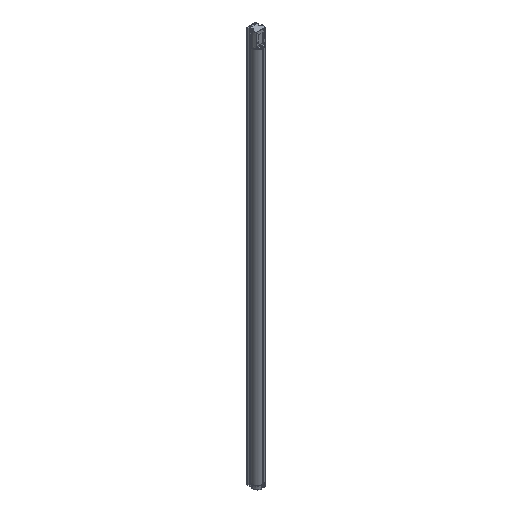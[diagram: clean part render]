
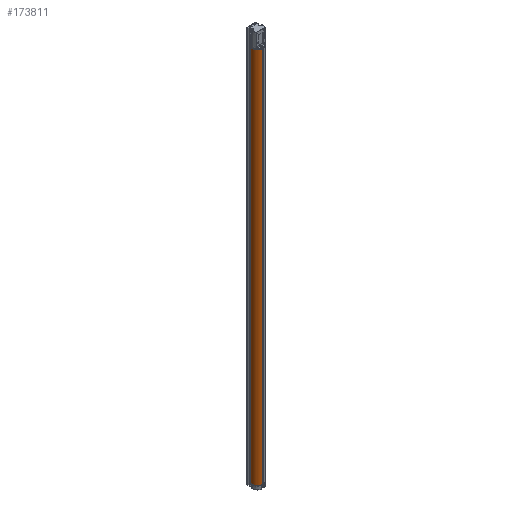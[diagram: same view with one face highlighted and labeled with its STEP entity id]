
A CAD part, isometric view. The second image highlights one B-rep face of the part: STEP entity #173811.
In plain terms, the highlighted cylindrical face has radius 19 mm (diameter 38 mm), a partial arc.
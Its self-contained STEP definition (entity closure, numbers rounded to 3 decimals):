
#71972=CARTESIAN_POINT('',(0.,0.,-1291.));
#71973=DIRECTION('',(0.,0.,1.));
#71974=DIRECTION('',(-0.951,0.308,0.));
#71975=AXIS2_PLACEMENT_3D('',#71972,#71973,#71974);
#71977=DIRECTION('',(0.,0.,-1.));
#71978=VECTOR('',#71977,1291.);
#71979=CARTESIAN_POINT('',(-18.075,5.857,
0.));
#71980=LINE('',#71979,#71978);
#71981=CARTESIAN_POINT('',(0.,0.,0.));
#71982=DIRECTION('',(0.,0.,-1.));
#71983=DIRECTION('',(-0.122,-0.992,0.));
#71984=AXIS2_PLACEMENT_3D('',#71981,#71982,#71983);
#71986=DIRECTION('',(0.,0.,1.));
#71987=VECTOR('',#71986,1291.);
#71988=CARTESIAN_POINT('',(-2.323,-18.857,-1291.));
#71989=LINE('',#71988,#71987);
#135451=CARTESIAN_POINT('',(-2.323,-18.857,
0.));
#135452=CARTESIAN_POINT('',(-18.075,5.857,
0.));
#135453=VERTEX_POINT('',#135451);
#135454=VERTEX_POINT('',#135452);
#135918=CARTESIAN_POINT('',(-18.075,5.857,-1291.));
#135919=CARTESIAN_POINT('',(-2.323,-18.857,-1291.));
#135920=VERTEX_POINT('',#135918);
#135921=VERTEX_POINT('',#135919);
#173799=CARTESIAN_POINT('',(0.,0.,0.));
#173800=DIRECTION('',(0.,0.,1.));
#173801=DIRECTION('',(1.,0.,0.));
#173802=AXIS2_PLACEMENT_3D('',#173799,#173800,#173801);
#173803=CYLINDRICAL_SURFACE('',#173802,19.);
#173804=ORIENTED_EDGE('',*,*,#172112,.F.);
#173805=ORIENTED_EDGE('',*,*,#173780,.F.);
#173806=ORIENTED_EDGE('',*,*,#170377,.F.);
#173808=ORIENTED_EDGE('',*,*,#173807,.F.);
#173809=EDGE_LOOP('',(#173804,#173805,#173806,#173808));
#173810=FACE_OUTER_BOUND('',#173809,.F.);
#173811=ADVANCED_FACE('',(#173810),#173803,.T.);
#71976=CIRCLE('',#71975,19.);
#71985=CIRCLE('',#71984,19.);
#170377=EDGE_CURVE('',#135453,#135454,#71985,.T.);
#172112=EDGE_CURVE('',#135920,#135921,#71976,.T.);
#173780=EDGE_CURVE('',#135454,#135920,#71980,.T.);
#173807=EDGE_CURVE('',#135921,#135453,#71989,.T.);
